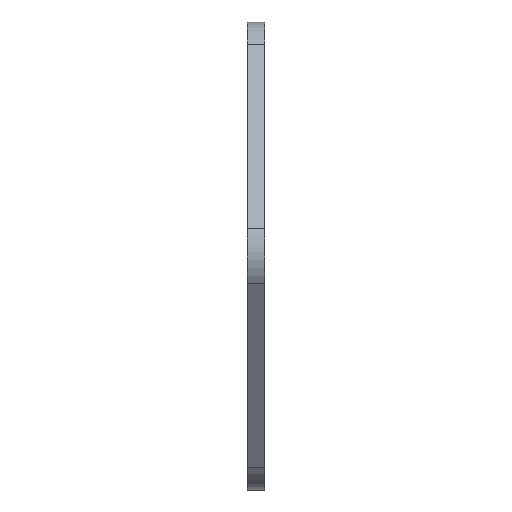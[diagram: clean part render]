
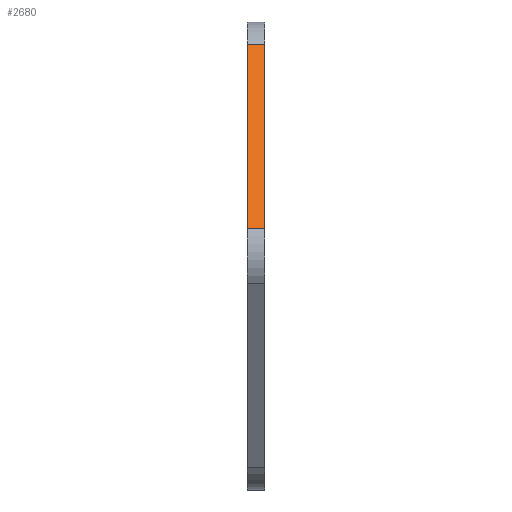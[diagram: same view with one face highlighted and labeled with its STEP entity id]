
A CAD part, left-side view. The second image highlights one B-rep face of the part: STEP entity #2680.
In plain terms, the highlighted planar face has unit normal (-0.832, 0, 0.555).
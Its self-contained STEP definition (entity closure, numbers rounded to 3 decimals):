
#3 = EDGE_CURVE ( 'NONE', #373, #3398, #397, .T. ) ;
#7 = VECTOR ( 'NONE', #1230, 1000. ) ;
#22 = CARTESIAN_POINT ( 'NONE',  ( -94.083, 5.5, 8.875 ) ) ;
#47 = CARTESIAN_POINT ( 'NONE',  ( -54.75, 5.5, 67.875 ) ) ;
#57 = LINE ( 'NONE', #1775, #402 ) ;
#373 = VERTEX_POINT ( 'NONE', #2921 ) ;
#397 = LINE ( 'NONE', #1521, #7 ) ;
#402 = VECTOR ( 'NONE', #3610, 1000. ) ;
#464 = ORIENTED_EDGE ( 'NONE', *, *, #3, .T. ) ;
#919 = CARTESIAN_POINT ( 'NONE',  ( -94.083, 0., 8.875 ) ) ;
#1085 = DIRECTION ( 'NONE',  ( -0.555, 0., -0.832 ) ) ;
#1230 = DIRECTION ( 'NONE',  ( 0., 1., 0. ) ) ;
#1273 = ORIENTED_EDGE ( 'NONE', *, *, #2159, .F. ) ;
#1327 = ORIENTED_EDGE ( 'NONE', *, *, #2069, .T. ) ;
#1387 = CARTESIAN_POINT ( 'NONE',  ( -100., 0., 0. ) ) ;
#1451 = VERTEX_POINT ( 'NONE', #919 ) ;
#1521 = CARTESIAN_POINT ( 'NONE',  ( -54.75, 5.5, 67.875 ) ) ;
#1602 = VERTEX_POINT ( 'NONE', #3123 ) ;
#1664 = CARTESIAN_POINT ( 'NONE',  ( -100., 5.5, 0. ) ) ;
#1668 = LINE ( 'NONE', #1387, #3654 ) ;
#1775 = CARTESIAN_POINT ( 'NONE',  ( -100., 5.5, 0. ) ) ;
#2069 = EDGE_CURVE ( 'NONE', #1451, #373, #1668, .T. ) ;
#2159 = EDGE_CURVE ( 'NONE', #1602, #3398, #57, .T. ) ;
#2406 = DIRECTION ( 'NONE',  ( 0., -1., 0. ) ) ;
#2539 = FACE_OUTER_BOUND ( 'NONE', #3253, .T. ) ;
#2558 = DIRECTION ( 'NONE',  ( 0.832, 0., -0.555 ) ) ;
#2680 = ADVANCED_FACE ( 'NONE', ( #2539 ), #3441, .F. ) ;
#2841 = AXIS2_PLACEMENT_3D ( 'NONE', #1664, #2558, #1085 ) ;
#2921 = CARTESIAN_POINT ( 'NONE',  ( -54.75, 0., 67.875 ) ) ;
#3073 = LINE ( 'NONE', #22, #3473 ) ;
#3123 = CARTESIAN_POINT ( 'NONE',  ( -94.083, 5.5, 8.875 ) ) ;
#3253 = EDGE_LOOP ( 'NONE', ( #1273, #3311, #1327, #464 ) ) ;
#3311 = ORIENTED_EDGE ( 'NONE', *, *, #3378, .T. ) ;
#3378 = EDGE_CURVE ( 'NONE', #1602, #1451, #3073, .T. ) ;
#3398 = VERTEX_POINT ( 'NONE', #47 ) ;
#3441 = PLANE ( 'NONE',  #2841 ) ;
#3473 = VECTOR ( 'NONE', #2406, 1000. ) ;
#3610 = DIRECTION ( 'NONE',  ( 0.555, 0., 0.832 ) ) ;
#3654 = VECTOR ( 'NONE', #3761, 1000. ) ;
#3761 = DIRECTION ( 'NONE',  ( 0.555, 0., 0.832 ) ) ;
